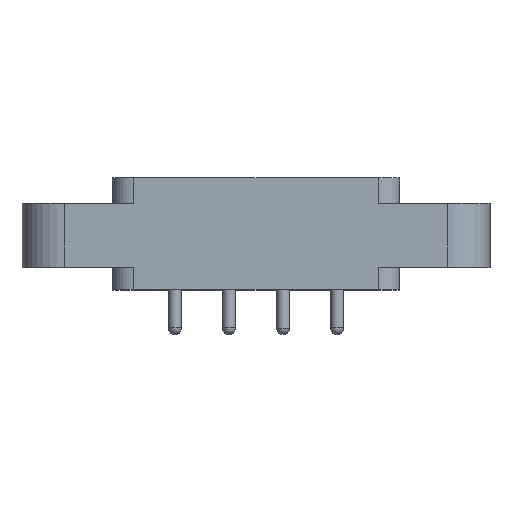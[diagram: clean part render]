
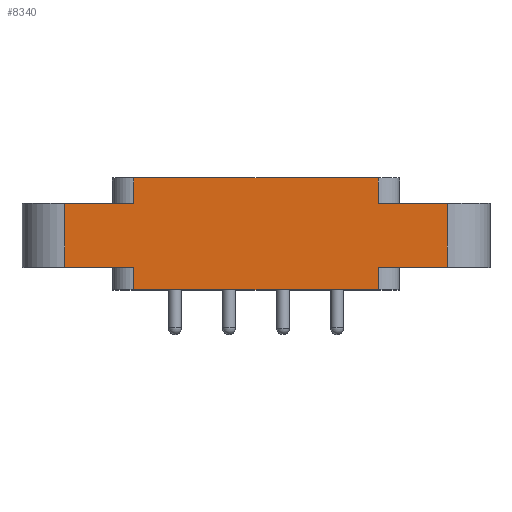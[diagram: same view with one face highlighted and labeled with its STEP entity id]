
A CAD part, top view. The second image highlights one B-rep face of the part: STEP entity #8340.
In plain terms, the highlighted planar face has unit normal (0, 0, 1).
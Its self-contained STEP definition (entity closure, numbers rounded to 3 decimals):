
#9=DIRECTION('',(-1.,0.,0.));
#10=VECTOR('',#9,23.);
#11=CARTESIAN_POINT('',(11.5,10.5,12.7));
#12=LINE('',#11,#10);
#1159=DIRECTION('',(0.,-1.,0.));
#1160=VECTOR('',#1159,2.4);
#1161=CARTESIAN_POINT('',(-11.5,10.5,12.7));
#1162=LINE('',#1161,#1160);
#1177=DIRECTION('',(0.,1.,0.));
#1178=VECTOR('',#1177,2.4);
#1179=CARTESIAN_POINT('',(11.5,8.1,12.7));
#1180=LINE('',#1179,#1178);
#1199=DIRECTION('',(-1.,0.,0.));
#1200=VECTOR('',#1199,6.5);
#1201=CARTESIAN_POINT('',(18.,8.1,12.7));
#1202=LINE('',#1201,#1200);
#1243=DIRECTION('',(1.,0.,0.));
#1244=VECTOR('',#1243,6.5);
#1245=CARTESIAN_POINT('',(11.5,2.1,12.7));
#1246=LINE('',#1245,#1244);
#1307=DIRECTION('',(1.,0.,0.));
#1308=VECTOR('',#1307,23.);
#1309=CARTESIAN_POINT('',(-11.5,0.,12.7));
#1310=LINE('',#1309,#1308);
#1497=DIRECTION('',(1.,0.,0.));
#1498=VECTOR('',#1497,6.5);
#1499=CARTESIAN_POINT('',(-18.,2.1,12.7));
#1500=LINE('',#1499,#1498);
#1535=DIRECTION('',(0.,-1.,0.));
#1536=VECTOR('',#1535,2.1);
#1537=CARTESIAN_POINT('',(-11.5,2.1,12.7));
#1538=LINE('',#1537,#1536);
#1575=DIRECTION('',(-1.,0.,0.));
#1576=VECTOR('',#1575,6.5);
#1577=CARTESIAN_POINT('',(-11.5,8.1,12.7));
#1578=LINE('',#1577,#1576);
#1603=DIRECTION('',(0.,-1.,0.));
#1604=VECTOR('',#1603,6.);
#1605=CARTESIAN_POINT('',(-18.,8.1,12.7));
#1606=LINE('',#1605,#1604);
#1679=DIRECTION('',(0.,1.,0.));
#1680=VECTOR('',#1679,2.1);
#1681=CARTESIAN_POINT('',(11.5,0.,12.7));
#1682=LINE('',#1681,#1680);
#3393=DIRECTION('',(0.,1.,0.));
#3394=VECTOR('',#3393,6.);
#3395=CARTESIAN_POINT('',(18.,2.1,12.7));
#3396=LINE('',#3395,#3394);
#5789=CARTESIAN_POINT('',(18.,2.1,12.7));
#5790=CARTESIAN_POINT('',(18.,8.1,12.7));
#5791=VERTEX_POINT('',#5789);
#5792=VERTEX_POINT('',#5790);
#5805=CARTESIAN_POINT('',(-18.,8.1,12.7));
#5806=CARTESIAN_POINT('',(-18.,2.1,12.7));
#5807=VERTEX_POINT('',#5805);
#5808=VERTEX_POINT('',#5806);
#5837=CARTESIAN_POINT('',(11.5,8.1,12.7));
#5838=CARTESIAN_POINT('',(11.5,10.5,12.7));
#5839=VERTEX_POINT('',#5837);
#5840=VERTEX_POINT('',#5838);
#5845=CARTESIAN_POINT('',(11.5,0.,12.7));
#5846=CARTESIAN_POINT('',(11.5,2.1,12.7));
#5847=VERTEX_POINT('',#5845);
#5848=VERTEX_POINT('',#5846);
#5853=CARTESIAN_POINT('',(-11.5,2.1,12.7));
#5854=CARTESIAN_POINT('',(-11.5,0.,12.7));
#5855=VERTEX_POINT('',#5853);
#5856=VERTEX_POINT('',#5854);
#5861=CARTESIAN_POINT('',(-11.5,10.5,12.7));
#5862=CARTESIAN_POINT('',(-11.5,8.1,12.7));
#5863=VERTEX_POINT('',#5861);
#5864=VERTEX_POINT('',#5862);
#8311=CARTESIAN_POINT('',(0.,0.,12.7));
#8312=DIRECTION('',(0.,0.,1.));
#8313=DIRECTION('',(1.,0.,0.));
#8314=AXIS2_PLACEMENT_3D('',#8311,#8312,#8313);
#8315=PLANE('',#8314);
#8317=ORIENTED_EDGE('',*,*,#8316,.F.);
#8319=ORIENTED_EDGE('',*,*,#8318,.F.);
#8321=ORIENTED_EDGE('',*,*,#8320,.F.);
#8323=ORIENTED_EDGE('',*,*,#8322,.F.);
#8325=ORIENTED_EDGE('',*,*,#8324,.F.);
#8327=ORIENTED_EDGE('',*,*,#8326,.F.);
#8329=ORIENTED_EDGE('',*,*,#8328,.F.);
#8331=ORIENTED_EDGE('',*,*,#8330,.F.);
#8333=ORIENTED_EDGE('',*,*,#8332,.F.);
#8335=ORIENTED_EDGE('',*,*,#8334,.F.);
#8336=ORIENTED_EDGE('',*,*,#8302,.F.);
#8337=ORIENTED_EDGE('',*,*,#7624,.F.);
#8338=EDGE_LOOP('',(#8317,#8319,#8321,#8323,#8325,#8327,#8329,#8331,#8333,#8335,
#8336,#8337));
#8339=FACE_OUTER_BOUND('',#8338,.F.);
#8340=ADVANCED_FACE('',(#8339),#8315,.T.);
#7624=EDGE_CURVE('',#5840,#5863,#12,.T.);
#8302=EDGE_CURVE('',#5863,#5864,#1162,.T.);
#8316=EDGE_CURVE('',#5839,#5840,#1180,.T.);
#8318=EDGE_CURVE('',#5792,#5839,#1202,.T.);
#8320=EDGE_CURVE('',#5791,#5792,#3396,.T.);
#8322=EDGE_CURVE('',#5848,#5791,#1246,.T.);
#8324=EDGE_CURVE('',#5847,#5848,#1682,.T.);
#8326=EDGE_CURVE('',#5856,#5847,#1310,.T.);
#8328=EDGE_CURVE('',#5855,#5856,#1538,.T.);
#8330=EDGE_CURVE('',#5808,#5855,#1500,.T.);
#8332=EDGE_CURVE('',#5807,#5808,#1606,.T.);
#8334=EDGE_CURVE('',#5864,#5807,#1578,.T.);
